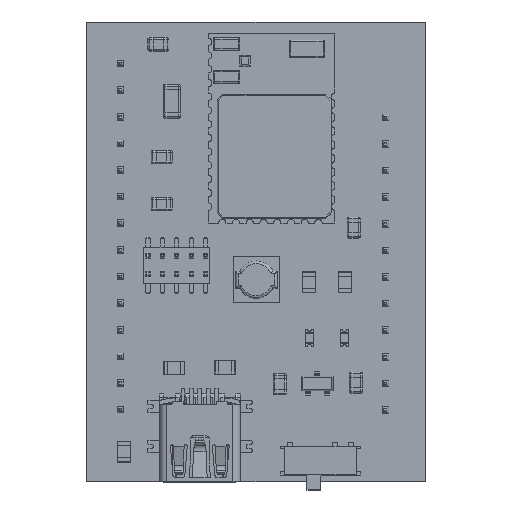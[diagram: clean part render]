
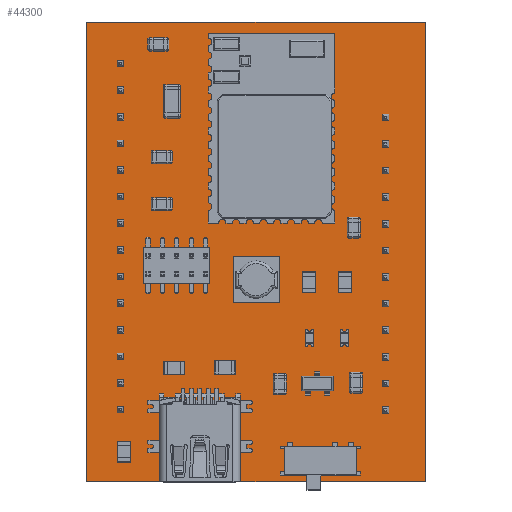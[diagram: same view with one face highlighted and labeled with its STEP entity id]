
A CAD part, top view. The second image highlights one B-rep face of the part: STEP entity #44300.
In plain terms, the highlighted planar face has unit normal (0, 0, 1).
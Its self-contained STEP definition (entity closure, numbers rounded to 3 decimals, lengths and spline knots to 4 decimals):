
#179=FACE_BOUND('',#5568,.T.);
#180=FACE_BOUND('',#5569,.T.);
#181=FACE_BOUND('',#5570,.T.);
#182=FACE_BOUND('',#5571,.T.);
#1785=CIRCLE('',#47240,0.0448);
#1787=CIRCLE('',#47243,0.0448);
#1789=CIRCLE('',#47246,0.0448);
#1791=CIRCLE('',#47249,0.0448);
#3099=FACE_OUTER_BOUND('',#5567,.T.);
#5567=EDGE_LOOP('',(#31778,#31779,#31780,#31781));
#5568=EDGE_LOOP('',(#31782));
#5569=EDGE_LOOP('',(#31783));
#5570=EDGE_LOOP('',(#31784));
#5571=EDGE_LOOP('',(#31785));
#8581=LINE('',#65337,#14061);
#8585=LINE('',#65345,#14065);
#8588=LINE('',#65351,#14068);
#8591=LINE('',#65356,#14071);
#14061=VECTOR('',#52649,4.386);
#14065=VECTOR('',#52655,3.2329);
#14068=VECTOR('',#52660,4.386);
#14071=VECTOR('',#52665,3.2329);
#19587=VERTEX_POINT('',#65317);
#19589=VERTEX_POINT('',#65322);
#19591=VERTEX_POINT('',#65327);
#19593=VERTEX_POINT('',#65332);
#19594=VERTEX_POINT('',#65335);
#19595=VERTEX_POINT('',#65336);
#19598=VERTEX_POINT('',#65344);
#19600=VERTEX_POINT('',#65350);
#24409=EDGE_CURVE('',#19587,#19587,#1785,.T.);
#24411=EDGE_CURVE('',#19589,#19589,#1787,.T.);
#24413=EDGE_CURVE('',#19591,#19591,#1789,.T.);
#24415=EDGE_CURVE('',#19593,#19593,#1791,.T.);
#24416=EDGE_CURVE('',#19594,#19595,#8581,.T.);
#24420=EDGE_CURVE('',#19595,#19598,#8585,.T.);
#24423=EDGE_CURVE('',#19598,#19600,#8588,.T.);
#24426=EDGE_CURVE('',#19600,#19594,#8591,.T.);
#31778=ORIENTED_EDGE('',*,*,#24426,.T.);
#31779=ORIENTED_EDGE('',*,*,#24416,.T.);
#31780=ORIENTED_EDGE('',*,*,#24420,.T.);
#31781=ORIENTED_EDGE('',*,*,#24423,.T.);
#31782=ORIENTED_EDGE('',*,*,#24415,.F.);
#31783=ORIENTED_EDGE('',*,*,#24413,.F.);
#31784=ORIENTED_EDGE('',*,*,#24411,.F.);
#31785=ORIENTED_EDGE('',*,*,#24409,.F.);
#42182=PLANE('',#47254);
#44300=ADVANCED_FACE('',(#3099,#179,#180,#181,#182),#42182,.T.);
#47240=AXIS2_PLACEMENT_3D('',#65318,#52627,#52628);
#47243=AXIS2_PLACEMENT_3D('',#65323,#52633,#52634);
#47246=AXIS2_PLACEMENT_3D('',#65328,#52639,#52640);
#47249=AXIS2_PLACEMENT_3D('',#65333,#52645,#52646);
#47254=AXIS2_PLACEMENT_3D('',#65358,#52667,#52668);
#52627=DIRECTION('center_axis',(0.,0.,1.));
#52628=DIRECTION('ref_axis',(1.,0.,0.));
#52633=DIRECTION('center_axis',(0.,0.,1.));
#52634=DIRECTION('ref_axis',(1.,0.,0.));
#52639=DIRECTION('center_axis',(0.,0.,1.));
#52640=DIRECTION('ref_axis',(1.,0.,0.));
#52645=DIRECTION('center_axis',(0.,0.,1.));
#52646=DIRECTION('ref_axis',(1.,0.,0.));
#52649=DIRECTION('',(0.,1.,0.));
#52655=DIRECTION('',(-1.,0.,0.));
#52660=DIRECTION('',(0.,-1.,0.));
#52665=DIRECTION('',(1.,0.,0.));
#52667=DIRECTION('center_axis',(0.,0.,1.));
#52668=DIRECTION('ref_axis',(1.,0.,0.));
#65317=CARTESIAN_POINT('',(2.9993,1.2727,0.));
#65318=CARTESIAN_POINT('Origin',(3.0442,1.2727,0.));
#65322=CARTESIAN_POINT('',(2.7004,1.2727,0.));
#65323=CARTESIAN_POINT('Origin',(2.7452,1.2727,0.));
#65327=CARTESIAN_POINT('',(1.9301,1.6018,0.));
#65328=CARTESIAN_POINT('Origin',(1.9749,1.6018,0.));
#65332=CARTESIAN_POINT('',(1.4916,1.6018,0.));
#65333=CARTESIAN_POINT('Origin',(1.5365,1.6018,0.));
#65335=CARTESIAN_POINT('',(3.9047,1.0368,0.));
#65336=CARTESIAN_POINT('',(3.9047,5.4227,0.));
#65337=CARTESIAN_POINT('',(3.9047,1.0368,0.));
#65344=CARTESIAN_POINT('',(0.6717,5.4227,0.));
#65345=CARTESIAN_POINT('',(3.9047,5.4227,0.));
#65350=CARTESIAN_POINT('',(0.6717,1.0368,0.));
#65351=CARTESIAN_POINT('',(0.6717,5.4227,0.));
#65356=CARTESIAN_POINT('',(0.6717,1.0368,0.));
#65358=CARTESIAN_POINT('Origin',(2.2882,3.2298,0.));
